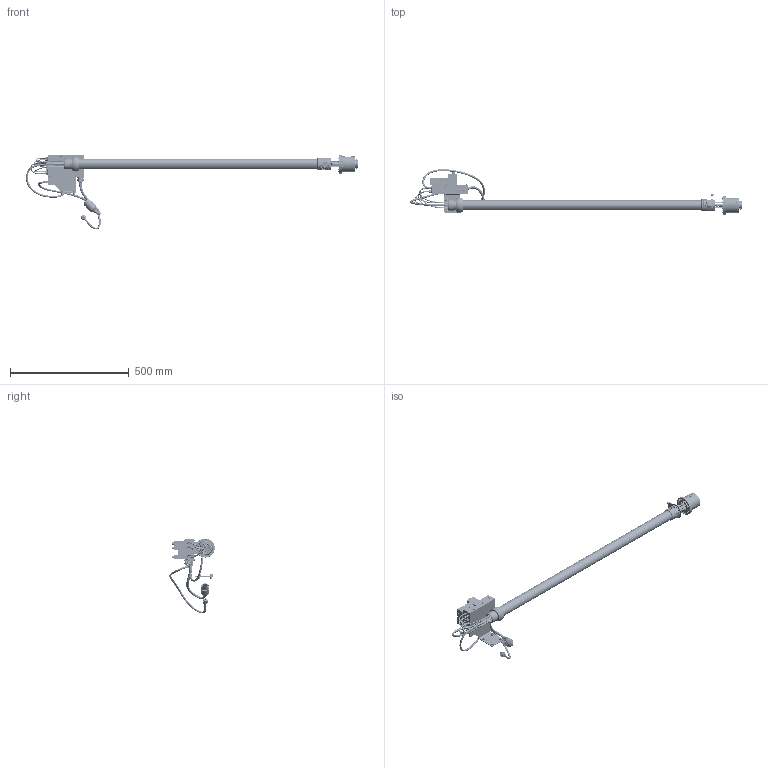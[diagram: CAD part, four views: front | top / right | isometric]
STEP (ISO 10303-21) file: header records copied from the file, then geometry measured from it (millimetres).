
FILE_DESCRIPTION (( 'STEP AP203' ), '1' );
FILE_NAME ('TS404-208.STEP', '2020-12-10T14:00:49', ( '' ), ( '' ), 'SwSTEP 2.0', 'SolidWorks 2019', '' );
FILE_SCHEMA (( 'CONFIG_CONTROL_DESIGN' ));
Length unit declared in the file: millimetre
Products named in the file (1): TS404-208
Bounding box: 1395.53 x 191.44 x 315.13 mm (x, y, z)
Volume: 1917391.8 mm3; surface area: 882943.1 mm2
Topology: 125 solids, 135 shells, 5048 faces, 12322 edges, 7865 vertices
Faces by surface type: cylinder 1773, plane 1765, cone 671, bspline 573, torus 244, sphere 22
Entity records: 223345 total; most frequent: CARTESIAN_POINT 106657, ORIENTED_EDGE 24496, DIRECTION 23759, EDGE_CURVE 12248, AXIS2_PLACEMENT_3D 9225, VERTEX_POINT 7847, EDGE_LOOP 5749, LINE 5309
